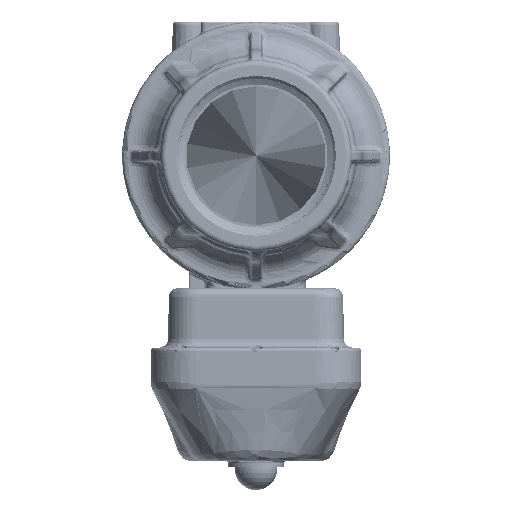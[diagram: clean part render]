
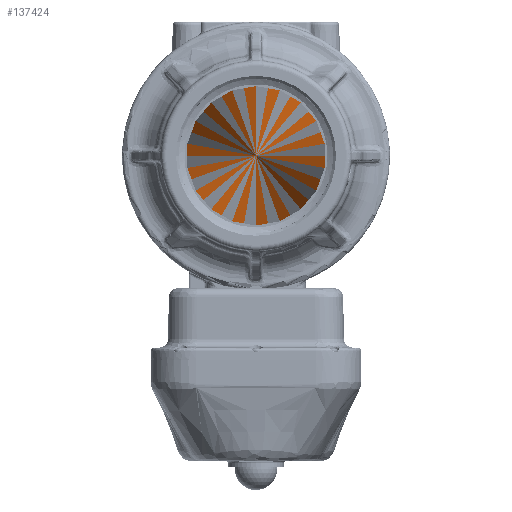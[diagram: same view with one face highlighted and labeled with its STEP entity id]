
A CAD part, front view. The second image highlights one B-rep face of the part: STEP entity #137424.
In plain terms, the highlighted conical face has half-angle 1.78 degrees and reference radius 43.98 mm.
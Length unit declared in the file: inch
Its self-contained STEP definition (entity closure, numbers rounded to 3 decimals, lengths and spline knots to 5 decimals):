
#5546=CONICAL_SURFACE('',#152645,1.73151,0.031);
#25501=FACE_OUTER_BOUND('',#33707,.T.);
#33707=EDGE_LOOP('',(#121371,#121372,#121373));
#37825=B_SPLINE_CURVE_WITH_KNOTS('',3,(#296660,#296661,#296662,#296663,
#296664,#296665,#296666,#296667,#296668,#296669,#296670,#296671,#296672,
#296673,#296674,#296675,#296676),.UNSPECIFIED.,.F.,.F.,(4,1,1,1,1,1,1,1,
1,1,1,1,1,1,4),(9.42478,9.43106,9.92743,10.4238,
10.92018,11.41655,11.91292,12.40929,12.90566,
13.40203,13.89841,14.39478,14.89115,15.38752,
15.70796),.UNSPECIFIED.);
#46268=LINE('',#296658,#55017);
#46269=LINE('',#296677,#55018);
#55017=VECTOR('',#186767,1.73151);
#55018=VECTOR('',#186768,1.73151);
#66839=VERTEX_POINT('',#296656);
#66840=VERTEX_POINT('',#296657);
#66841=VERTEX_POINT('',#296659);
#85309=EDGE_CURVE('',#66839,#66840,#46268,.T.);
#85310=EDGE_CURVE('',#66839,#66841,#37825,.T.);
#85311=EDGE_CURVE('',#66840,#66841,#46269,.T.);
#121371=ORIENTED_EDGE('',*,*,#85309,.F.);
#121372=ORIENTED_EDGE('',*,*,#85310,.T.);
#121373=ORIENTED_EDGE('',*,*,#85311,.F.);
#137424=ADVANCED_FACE('',(#25501),#5546,.F.);
#152645=AXIS2_PLACEMENT_3D('',#296655,#186765,#186766);
#186765=DIRECTION('center_axis',(1.,0.,0.));
#186766=DIRECTION('ref_axis',(0.,1.,0.));
#186767=DIRECTION('',(-1.,0.031,0.));
#186768=DIRECTION('',(-1.,0.031,0.));
#296655=CARTESIAN_POINT('Origin',(2.83,0.,0.));
#296656=CARTESIAN_POINT('',(3.2325,-1.74402,0.));
#296657=CARTESIAN_POINT('',(3.11651,-1.74041,0.));
#296658=CARTESIAN_POINT('',(2.83,-1.73151,0.));
#296659=CARTESIAN_POINT('',(3.1075,-1.74013,0.));
#296660=CARTESIAN_POINT('Ctrl Pts',(3.2325,-1.74416,0.));
#296661=CARTESIAN_POINT('Ctrl Pts',(3.23246,-1.74416,0.00366));
#296662=CARTESIAN_POINT('Ctrl Pts',(3.22913,-1.74316,0.29579));
#296663=CARTESIAN_POINT('Ctrl Pts',(3.2225,-1.59218,0.87537));
#296664=CARTESIAN_POINT('Ctrl Pts',(3.21263,-0.98297,1.52771));
#296665=CARTESIAN_POINT('Ctrl Pts',(3.20275,-0.13676,1.81115));
#296666=CARTESIAN_POINT('Ctrl Pts',(3.19288,0.74215,1.65741));
#296667=CARTESIAN_POINT('Ctrl Pts',(3.183,1.44165,1.10376));
#296668=CARTESIAN_POINT('Ctrl Pts',(3.17313,1.79301,0.28393));
#296669=CARTESIAN_POINT('Ctrl Pts',(3.16325,1.71154,-0.60413));
#296670=CARTESIAN_POINT('Ctrl Pts',(3.15338,1.21706,-1.34608));
#296671=CARTESIAN_POINT('Ctrl Pts',(3.1435,0.42905,-1.76293));
#296672=CARTESIAN_POINT('Ctrl Pts',(3.13363,-0.46222,-1.75419));
#296673=CARTESIAN_POINT('Ctrl Pts',(3.12375,-1.24163,-1.32213));
#296674=CARTESIAN_POINT('Ctrl Pts',(3.11504,-1.66448,
-0.65988));
#296675=CARTESIAN_POINT('Ctrl Pts',(3.10963,-1.73997,-0.18586));
#296676=CARTESIAN_POINT('Ctrl Pts',(3.1075,-1.74004,0.00003));
#296677=CARTESIAN_POINT('',(2.83,-1.73151,0.));
